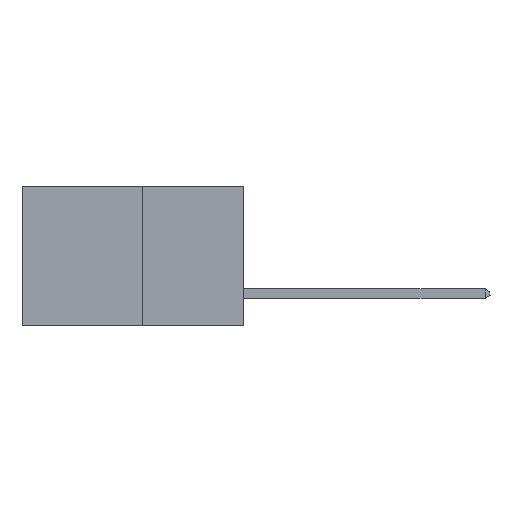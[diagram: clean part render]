
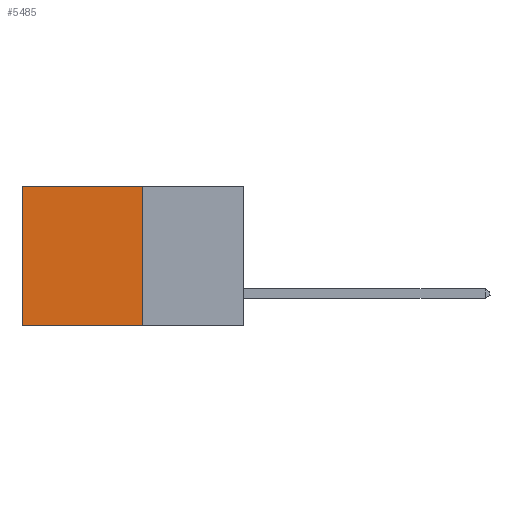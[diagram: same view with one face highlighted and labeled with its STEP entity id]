
A CAD part, left-side view. The second image highlights one B-rep face of the part: STEP entity #5485.
In plain terms, the highlighted planar face has unit normal (-1, 0, 0).
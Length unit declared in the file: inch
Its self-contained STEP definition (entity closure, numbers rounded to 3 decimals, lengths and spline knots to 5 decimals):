
#21 = VECTOR ( 'NONE', #5372, 39.37008 ) ;
#25 = EDGE_CURVE ( 'NONE', #5905, #9739, #17066, .T. ) ;
#183 = CARTESIAN_POINT ( 'NONE',  ( 0.277, 0.59, 0. ) ) ;
#423 = DIRECTION ( 'NONE',  ( 0., 0., -1. ) ) ;
#766 = DIRECTION ( 'NONE',  ( 1., 0., 0. ) ) ;
#1005 = CARTESIAN_POINT ( 'NONE',  ( 0.277, 0.27, -0.37 ) ) ;
#1098 = PLANE ( 'NONE',  #10084 ) ;
#1303 = VECTOR ( 'NONE', #8931, 39.37008 ) ;
#1339 = CARTESIAN_POINT ( 'NONE',  ( 0.277, 0.27, 0. ) ) ;
#1465 = DIRECTION ( 'NONE',  ( 0., 0., -1. ) ) ;
#2598 = CARTESIAN_POINT ( 'NONE',  ( 0.277, 0.27, -0.37 ) ) ;
#2914 = ORIENTED_EDGE ( 'NONE', *, *, #25, .F. ) ;
#4597 = DIRECTION ( 'NONE',  ( 0., 1., 0. ) ) ;
#4993 = EDGE_LOOP ( 'NONE', ( #18694, #14275, #2914, #15386 ) ) ;
#5372 = DIRECTION ( 'NONE',  ( 0., 1., 0. ) ) ;
#5485 = ADVANCED_FACE ( 'NONE', ( #15341 ), #1098, .F. ) ;
#5678 = CARTESIAN_POINT ( 'NONE',  ( 0.277, 0.59, -0.37 ) ) ;
#5733 = CARTESIAN_POINT ( 'NONE',  ( 0.277, 0.59, -0.37 ) ) ;
#5746 = EDGE_CURVE ( 'NONE', #19001, #8682, #18730, .T. ) ;
#5905 = VERTEX_POINT ( 'NONE', #1339 ) ;
#8682 = VERTEX_POINT ( 'NONE', #5678 ) ;
#8931 = DIRECTION ( 'NONE',  ( 0., 0., -1. ) ) ;
#9739 = VERTEX_POINT ( 'NONE', #16464 ) ;
#10084 = AXIS2_PLACEMENT_3D ( 'NONE', #1005, #766, #423 ) ;
#13653 = EDGE_CURVE ( 'NONE', #9739, #8682, #16483, .T. ) ;
#14275 = ORIENTED_EDGE ( 'NONE', *, *, #13653, .F. ) ;
#14913 = CARTESIAN_POINT ( 'NONE',  ( 0.277, 0.27, -0.37 ) ) ;
#15341 = FACE_OUTER_BOUND ( 'NONE', #4993, .T. ) ;
#15386 = ORIENTED_EDGE ( 'NONE', *, *, #19477, .T. ) ;
#15672 = CARTESIAN_POINT ( 'NONE',  ( 0.277, 0.27, 0. ) ) ;
#16464 = CARTESIAN_POINT ( 'NONE',  ( 0.277, 0.27, -0.37 ) ) ;
#16483 = LINE ( 'NONE', #14913, #21 ) ;
#16518 = LINE ( 'NONE', #15672, #20137 ) ;
#16576 = VECTOR ( 'NONE', #1465, 39.37008 ) ;
#17066 = LINE ( 'NONE', #2598, #16576 ) ;
#18694 = ORIENTED_EDGE ( 'NONE', *, *, #5746, .T. ) ;
#18730 = LINE ( 'NONE', #5733, #1303 ) ;
#19001 = VERTEX_POINT ( 'NONE', #183 ) ;
#19477 = EDGE_CURVE ( 'NONE', #5905, #19001, #16518, .T. ) ;
#20137 = VECTOR ( 'NONE', #4597, 39.37008 ) ;
